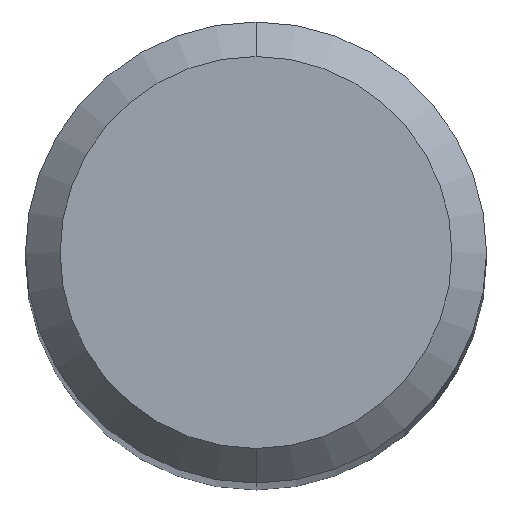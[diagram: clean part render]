
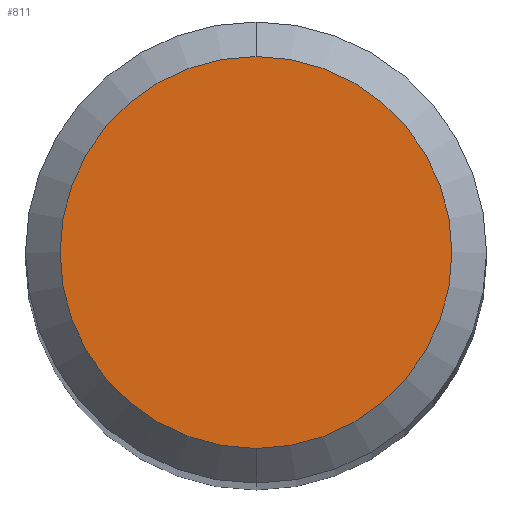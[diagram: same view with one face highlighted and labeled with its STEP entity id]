
A CAD part, top view. The second image highlights one B-rep face of the part: STEP entity #811.
In plain terms, the highlighted planar face has unit normal (0, 0, 1).
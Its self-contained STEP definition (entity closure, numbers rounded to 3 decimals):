
#415=EDGE_CURVE('',#511,#963,#1097,.T.);
#511=VERTEX_POINT('',#1201);
#777=EDGE_CURVE('',#963,#511,#1497,.T.);
#811=ADVANCED_FACE('',(#1533),#1534,.T.);
#963=VERTEX_POINT('',#1697);
#1097=CIRCLE('',#1963,1.7);
#1201=CARTESIAN_POINT('',(0.,-1.7,0.0));
#1497=CIRCLE('',#3772,1.7);
#1533=FACE_OUTER_BOUND('',#3928,.T.);
#1534=PLANE('',#3929);
#1697=CARTESIAN_POINT('',(0.0,1.7,0.0));
#1963=AXIS2_PLACEMENT_3D('',#4949,#4950,#4951);
#3772=AXIS2_PLACEMENT_3D('',#5394,#5395,#5396);
#3928=EDGE_LOOP('',(#5426,#5427));
#3929=AXIS2_PLACEMENT_3D('',#5428,#5429,#5430);
#4949=CARTESIAN_POINT('',(0.0,0.0,0.0));
#4950=DIRECTION('',(0.0,0.0,-1.0));
#4951=DIRECTION('',(0.0,1.0,0.0));
#5394=CARTESIAN_POINT('',(0.0,0.0,0.0));
#5395=DIRECTION('',(0.0,0.0,-1.0));
#5396=DIRECTION('',(0.0,1.0,0.0));
#5426=ORIENTED_EDGE('',*,*,#777,.F.);
#5427=ORIENTED_EDGE('',*,*,#415,.F.);
#5428=CARTESIAN_POINT('',(0.0,0.85,0.0));
#5429=DIRECTION('',(-0.0,0.0,1.0));
#5430=DIRECTION('',(0.0,-1.0,0.0));
